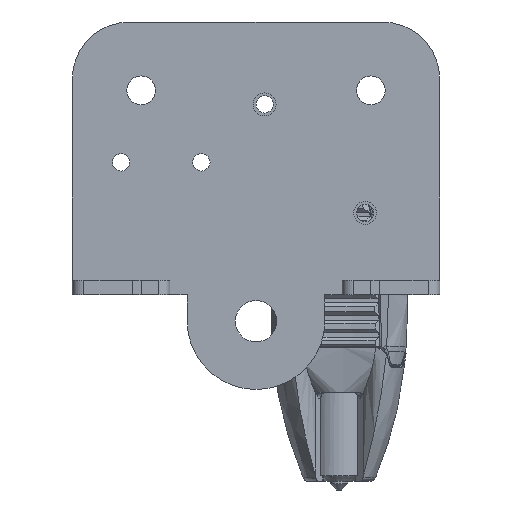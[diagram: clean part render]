
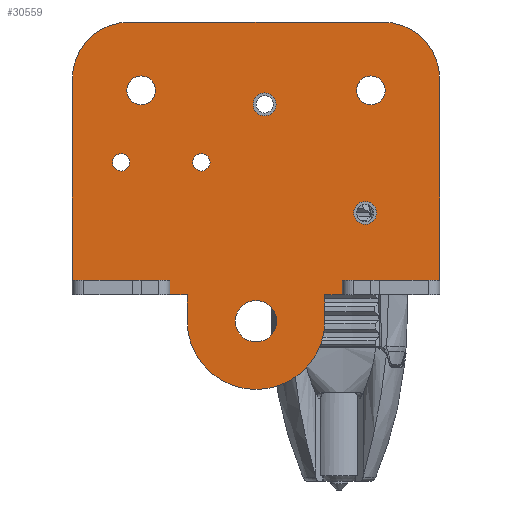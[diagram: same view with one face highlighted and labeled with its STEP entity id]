
A CAD part, front view. The second image highlights one B-rep face of the part: STEP entity #30559.
In plain terms, the highlighted planar face has unit normal (0, -1, 0).
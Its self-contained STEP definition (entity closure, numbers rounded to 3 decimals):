
#28962=CARTESIAN_POINT('',(21.681,11.296,40.089));
#28963=VERTEX_POINT('',#28962);
#28972=CARTESIAN_POINT('',(19.181,11.296,37.589));
#28973=VERTEX_POINT('',#28972);
#28974=CARTESIAN_POINT('',(19.181,11.296,40.089));
#28975=DIRECTION('',(0.,-1.,0.));
#28976=DIRECTION('',(0.,0.,-1.));
#28977=AXIS2_PLACEMENT_3D('',#28974,#28975,#28976);
#28978=CIRCLE('',#28977,2.5);
#28979=EDGE_CURVE('NONE',#28963,#28973,#28978,.T.);
#28981=CARTESIAN_POINT('',(19.181,11.296,40.089));
#28982=DIRECTION('',(0.,-1.,0.));
#28983=DIRECTION('',(0.,0.,-1.));
#28984=AXIS2_PLACEMENT_3D('',#28981,#28982,#28983);
#28985=CIRCLE('',#28984,2.5);
#28986=EDGE_CURVE('NONE',#28973,#28963,#28985,.T.);
#29013=CARTESIAN_POINT('',(-18.319,11.296,40.089));
#29014=VERTEX_POINT('',#29013);
#29023=CARTESIAN_POINT('',(-20.819,11.296,37.589));
#29024=VERTEX_POINT('',#29023);
#29025=CARTESIAN_POINT('',(-20.819,11.296,40.089));
#29026=DIRECTION('',(0.,-1.,0.));
#29027=DIRECTION('',(0.,0.,-1.));
#29028=AXIS2_PLACEMENT_3D('',#29025,#29026,#29027);
#29029=CIRCLE('',#29028,2.5);
#29030=EDGE_CURVE('NONE',#29014,#29024,#29029,.T.);
#29032=CARTESIAN_POINT('',(-20.819,11.296,40.089));
#29033=DIRECTION('',(0.,-1.,0.));
#29034=DIRECTION('',(0.,0.,-1.));
#29035=AXIS2_PLACEMENT_3D('',#29032,#29033,#29034);
#29036=CIRCLE('',#29035,2.5);
#29037=EDGE_CURVE('NONE',#29024,#29014,#29036,.T.);
#29168=CARTESIAN_POINT('',(-25.819,11.296,27.539));
#29169=VERTEX_POINT('',#29168);
#29193=CARTESIAN_POINT('',(-24.319,11.296,29.039));
#29194=VERTEX_POINT('',#29193);
#29195=CARTESIAN_POINT('',(-24.319,11.296,27.539));
#29196=DIRECTION('',(-0.,-1.,-0.));
#29197=DIRECTION('',(0.,-0.,1.));
#29198=AXIS2_PLACEMENT_3D('',#29195,#29196,#29197);
#29199=CIRCLE('',#29198,1.5);
#29200=EDGE_CURVE('NONE',#29169,#29194,#29199,.T.);
#29202=CARTESIAN_POINT('',(-24.319,11.296,27.539));
#29203=DIRECTION('',(-0.,-1.,-0.));
#29204=DIRECTION('',(0.,-0.,1.));
#29205=AXIS2_PLACEMENT_3D('',#29202,#29203,#29204);
#29206=CIRCLE('',#29205,1.5);
#29207=EDGE_CURVE('NONE',#29194,#29169,#29206,.T.);
#29219=CARTESIAN_POINT('',(-11.819,11.296,27.539));
#29220=VERTEX_POINT('',#29219);
#29244=CARTESIAN_POINT('',(-10.319,11.296,29.039));
#29245=VERTEX_POINT('',#29244);
#29246=CARTESIAN_POINT('',(-10.319,11.296,27.539));
#29247=DIRECTION('',(-0.,-1.,-0.));
#29248=DIRECTION('',(0.,-0.,1.));
#29249=AXIS2_PLACEMENT_3D('',#29246,#29247,#29248);
#29250=CIRCLE('',#29249,1.5);
#29251=EDGE_CURVE('NONE',#29220,#29245,#29250,.T.);
#29253=CARTESIAN_POINT('',(-10.319,11.296,27.539));
#29254=DIRECTION('',(-0.,-1.,-0.));
#29255=DIRECTION('',(0.,-0.,1.));
#29256=AXIS2_PLACEMENT_3D('',#29253,#29254,#29255);
#29257=CIRCLE('',#29256,1.5);
#29258=EDGE_CURVE('NONE',#29245,#29220,#29257,.T.);
#29270=CARTESIAN_POINT('',(-4.419,11.296,-0.111));
#29271=VERTEX_POINT('',#29270);
#29295=CARTESIAN_POINT('',(-0.819,11.296,3.489));
#29296=VERTEX_POINT('',#29295);
#29297=CARTESIAN_POINT('',(-0.819,11.296,-0.111));
#29298=DIRECTION('',(-0.,-1.,-0.));
#29299=DIRECTION('',(0.,-0.,1.));
#29300=AXIS2_PLACEMENT_3D('',#29297,#29298,#29299);
#29301=CIRCLE('',#29300,3.6);
#29302=EDGE_CURVE('NONE',#29271,#29296,#29301,.T.);
#29304=CARTESIAN_POINT('',(-0.819,11.296,-0.111));
#29305=DIRECTION('',(-0.,-1.,-0.));
#29306=DIRECTION('',(0.,-0.,1.));
#29307=AXIS2_PLACEMENT_3D('',#29304,#29305,#29306);
#29308=CIRCLE('',#29307,3.6);
#29309=EDGE_CURVE('NONE',#29296,#29271,#29308,.T.);
#29321=CARTESIAN_POINT('',(2.681,11.296,37.639));
#29322=VERTEX_POINT('',#29321);
#29329=CARTESIAN_POINT('',(0.681,11.296,35.639));
#29330=VERTEX_POINT('',#29329);
#29331=CARTESIAN_POINT('',(0.681,11.296,37.639));
#29332=DIRECTION('',(0.,-1.,0.));
#29333=DIRECTION('',(0.,0.,-1.));
#29334=AXIS2_PLACEMENT_3D('',#29331,#29332,#29333);
#29335=CIRCLE('',#29334,2.);
#29336=EDGE_CURVE('NONE',#29322,#29330,#29335,.T.);
#29338=CARTESIAN_POINT('',(0.681,11.296,37.639));
#29339=DIRECTION('',(0.,-1.,0.));
#29340=DIRECTION('',(0.,0.,-1.));
#29341=AXIS2_PLACEMENT_3D('',#29338,#29339,#29340);
#29342=CIRCLE('',#29341,2.);
#29343=EDGE_CURVE('NONE',#29330,#29322,#29342,.T.);
#29372=CARTESIAN_POINT('',(20.181,11.296,18.739));
#29373=VERTEX_POINT('',#29372);
#29380=CARTESIAN_POINT('',(18.181,11.296,16.739));
#29381=VERTEX_POINT('',#29380);
#29382=CARTESIAN_POINT('',(18.181,11.296,18.739));
#29383=DIRECTION('',(0.,-1.,0.));
#29384=DIRECTION('',(0.,0.,-1.));
#29385=AXIS2_PLACEMENT_3D('',#29382,#29383,#29384);
#29386=CIRCLE('',#29385,2.);
#29387=EDGE_CURVE('NONE',#29373,#29381,#29386,.T.);
#29389=CARTESIAN_POINT('',(18.181,11.296,18.739));
#29390=DIRECTION('',(0.,-1.,0.));
#29391=DIRECTION('',(0.,0.,-1.));
#29392=AXIS2_PLACEMENT_3D('',#29389,#29390,#29391);
#29393=CIRCLE('',#29392,2.);
#29394=EDGE_CURVE('NONE',#29381,#29373,#29393,.T.);
#29534=CARTESIAN_POINT('',(21.181,11.296,51.989));
#29535=VERTEX_POINT('',#29534);
#29542=CARTESIAN_POINT('',(31.181,11.296,41.989));
#29543=VERTEX_POINT('',#29542);
#29544=CARTESIAN_POINT('',(21.181,11.296,41.989));
#29545=DIRECTION('',(-0.,-1.,-0.));
#29546=DIRECTION('',(0.,-0.,1.));
#29547=AXIS2_PLACEMENT_3D('',#29544,#29545,#29546);
#29548=CIRCLE('',#29547,10.);
#29549=EDGE_CURVE('NONE',#29543,#29535,#29548,.T.);
#29565=CARTESIAN_POINT('',(-22.819,11.296,51.989));
#29566=VERTEX_POINT('',#29565);
#29567=CARTESIAN_POINT('',(-32.819,11.296,41.989));
#29568=VERTEX_POINT('',#29567);
#29569=CARTESIAN_POINT('',(-22.819,11.296,41.989));
#29570=DIRECTION('',(0.,-1.,0.));
#29571=DIRECTION('',(0.,0.,-1.));
#29572=AXIS2_PLACEMENT_3D('',#29569,#29570,#29571);
#29573=CIRCLE('',#29572,10.);
#29574=EDGE_CURVE('NONE',#29566,#29568,#29573,.T.);
#30057=CARTESIAN_POINT('',(14.181,11.296,6.989));
#30058=VERTEX_POINT('',#30057);
#30077=CARTESIAN_POINT('',(31.181,11.296,6.989));
#30078=VERTEX_POINT('',#30077);
#30085=CARTESIAN_POINT('',(31.181,11.296,6.989));
#30086=DIRECTION('',(-1.,0.,0.));
#30087=VECTOR('',#30086,17.);
#30088=LINE('',#30085,#30087);
#30089=EDGE_CURVE('NONE',#30078,#30058,#30088,.T.);
#30099=CARTESIAN_POINT('',(14.181,11.296,4.489));
#30100=VERTEX_POINT('',#30099);
#30109=CARTESIAN_POINT('',(14.181,11.296,6.989));
#30110=DIRECTION('',(-0.,-0.,-1.));
#30111=VECTOR('',#30110,2.5);
#30112=LINE('',#30109,#30111);
#30113=EDGE_CURVE('NONE',#30058,#30100,#30112,.T.);
#30145=CARTESIAN_POINT('',(-32.819,11.296,6.989));
#30146=VERTEX_POINT('',#30145);
#30165=CARTESIAN_POINT('',(-15.819,11.296,6.989));
#30166=VERTEX_POINT('',#30165);
#30173=CARTESIAN_POINT('',(-15.819,11.296,6.989));
#30174=DIRECTION('',(-1.,0.,0.));
#30175=VECTOR('',#30174,17.);
#30176=LINE('',#30173,#30175);
#30177=EDGE_CURVE('NONE',#30166,#30146,#30176,.T.);
#30189=CARTESIAN_POINT('',(-15.819,11.296,4.489));
#30190=VERTEX_POINT('',#30189);
#30197=CARTESIAN_POINT('',(-15.819,11.296,4.489));
#30198=DIRECTION('',(0.,0.,1.));
#30199=VECTOR('',#30198,2.5);
#30200=LINE('',#30197,#30199);
#30201=EDGE_CURVE('NONE',#30190,#30166,#30200,.T.);
#30211=CARTESIAN_POINT('',(-32.819,11.296,6.989));
#30212=DIRECTION('',(0.,0.,1.));
#30213=VECTOR('',#30212,35.);
#30214=LINE('',#30211,#30213);
#30215=EDGE_CURVE('NONE',#30146,#29568,#30214,.T.);
#30253=CARTESIAN_POINT('',(-12.819,11.296,4.489));
#30254=VERTEX_POINT('',#30253);
#30261=CARTESIAN_POINT('',(-15.819,11.296,4.489));
#30262=DIRECTION('',(1.,0.,-0.));
#30263=VECTOR('',#30262,3.);
#30264=LINE('',#30261,#30263);
#30265=EDGE_CURVE('NONE',#30190,#30254,#30264,.T.);
#30295=CARTESIAN_POINT('',(31.181,11.296,41.989));
#30296=DIRECTION('',(-0.,-0.,-1.));
#30297=VECTOR('',#30296,35.);
#30298=LINE('',#30295,#30297);
#30299=EDGE_CURVE('NONE',#29543,#30078,#30298,.T.);
#30325=CARTESIAN_POINT('',(11.181,11.296,4.489));
#30326=VERTEX_POINT('',#30325);
#30327=CARTESIAN_POINT('',(14.181,11.296,4.489));
#30328=DIRECTION('',(-1.,-0.,0.));
#30329=VECTOR('',#30328,3.);
#30330=LINE('',#30327,#30329);
#30331=EDGE_CURVE('NONE',#30100,#30326,#30330,.T.);
#30434=CARTESIAN_POINT('',(21.181,11.296,51.989));
#30435=DIRECTION('',(-1.,-0.,0.));
#30436=VECTOR('',#30435,44.);
#30437=LINE('',#30434,#30436);
#30438=EDGE_CURVE('NONE',#29535,#29566,#30437,.T.);
#30449=CARTESIAN_POINT('',(-12.819,11.296,-0.011));
#30450=VERTEX_POINT('',#30449);
#30451=CARTESIAN_POINT('',(11.181,11.296,-0.011));
#30452=VERTEX_POINT('',#30451);
#30453=CARTESIAN_POINT('',(-0.819,11.296,-0.011));
#30454=DIRECTION('',(0.,-1.,0.));
#30455=DIRECTION('',(0.,0.,-1.));
#30456=AXIS2_PLACEMENT_3D('',#30453,#30454,#30455);
#30457=CIRCLE('',#30456,12.);
#30458=EDGE_CURVE('NONE',#30450,#30452,#30457,.T.);
#30483=CARTESIAN_POINT('',(11.181,11.296,-0.011));
#30484=DIRECTION('',(-0.,-0.,1.));
#30485=VECTOR('',#30484,4.5);
#30486=LINE('',#30483,#30485);
#30487=EDGE_CURVE('NONE',#30452,#30326,#30486,.T.);
#30498=CARTESIAN_POINT('',(-12.819,11.296,4.489));
#30499=DIRECTION('',(0.,0.,-1.));
#30500=VECTOR('',#30499,4.5);
#30501=LINE('',#30498,#30500);
#30502=EDGE_CURVE('NONE',#30254,#30450,#30501,.T.);
#30510=CARTESIAN_POINT('',(-0.819,11.296,-0.011));
#30511=DIRECTION('',(0.,-1.,0.));
#30512=DIRECTION('',(0.,0.,-1.));
#30513=AXIS2_PLACEMENT_3D('',#30510,#30511,#30512);
#30514=PLANE('',#30513);
#30515=ORIENTED_EDGE('',*,*,#30438,.T.);
#30516=ORIENTED_EDGE('',*,*,#29574,.T.);
#30517=ORIENTED_EDGE('',*,*,#30215,.F.);
#30518=ORIENTED_EDGE('',*,*,#30177,.F.);
#30519=ORIENTED_EDGE('',*,*,#30201,.F.);
#30520=ORIENTED_EDGE('',*,*,#30265,.T.);
#30521=ORIENTED_EDGE('',*,*,#30502,.T.);
#30522=ORIENTED_EDGE('',*,*,#30458,.T.);
#30523=ORIENTED_EDGE('',*,*,#30487,.T.);
#30524=ORIENTED_EDGE('',*,*,#30331,.F.);
#30525=ORIENTED_EDGE('',*,*,#30113,.F.);
#30526=ORIENTED_EDGE('',*,*,#30089,.F.);
#30527=ORIENTED_EDGE('',*,*,#30299,.F.);
#30528=ORIENTED_EDGE('',*,*,#29549,.T.);
#30529=EDGE_LOOP('',(#30515,#30516,#30517,#30518,#30519,#30520,#30521,#30522,#30523,#30524,#30525,#30526,#30527,#30528));
#30530=FACE_BOUND('',#30529,.T.);
#30531=ORIENTED_EDGE('',*,*,#29387,.F.);
#30532=ORIENTED_EDGE('',*,*,#29394,.F.);
#30533=EDGE_LOOP('',(#30531,#30532));
#30534=FACE_BOUND('',#30533,.T.);
#30535=ORIENTED_EDGE('',*,*,#29336,.F.);
#30536=ORIENTED_EDGE('',*,*,#29343,.F.);
#30537=EDGE_LOOP('',(#30535,#30536));
#30538=FACE_BOUND('',#30537,.T.);
#30539=ORIENTED_EDGE('',*,*,#29302,.F.);
#30540=ORIENTED_EDGE('',*,*,#29309,.F.);
#30541=EDGE_LOOP('',(#30539,#30540));
#30542=FACE_BOUND('',#30541,.T.);
#30543=ORIENTED_EDGE('',*,*,#29251,.F.);
#30544=ORIENTED_EDGE('',*,*,#29258,.F.);
#30545=EDGE_LOOP('',(#30543,#30544));
#30546=FACE_BOUND('',#30545,.T.);
#30547=ORIENTED_EDGE('',*,*,#29200,.F.);
#30548=ORIENTED_EDGE('',*,*,#29207,.F.);
#30549=EDGE_LOOP('',(#30547,#30548));
#30550=FACE_BOUND('',#30549,.T.);
#30551=ORIENTED_EDGE('',*,*,#29030,.F.);
#30552=ORIENTED_EDGE('',*,*,#29037,.F.);
#30553=EDGE_LOOP('',(#30551,#30552));
#30554=FACE_BOUND('',#30553,.T.);
#30555=ORIENTED_EDGE('',*,*,#28979,.F.);
#30556=ORIENTED_EDGE('',*,*,#28986,.F.);
#30557=EDGE_LOOP('',(#30555,#30556));
#30558=FACE_BOUND('',#30557,.T.);
#30559=ADVANCED_FACE('NONE',(#30530,#30534,#30538,#30542,#30546,#30550,#30554,#30558),#30514,.T.);
